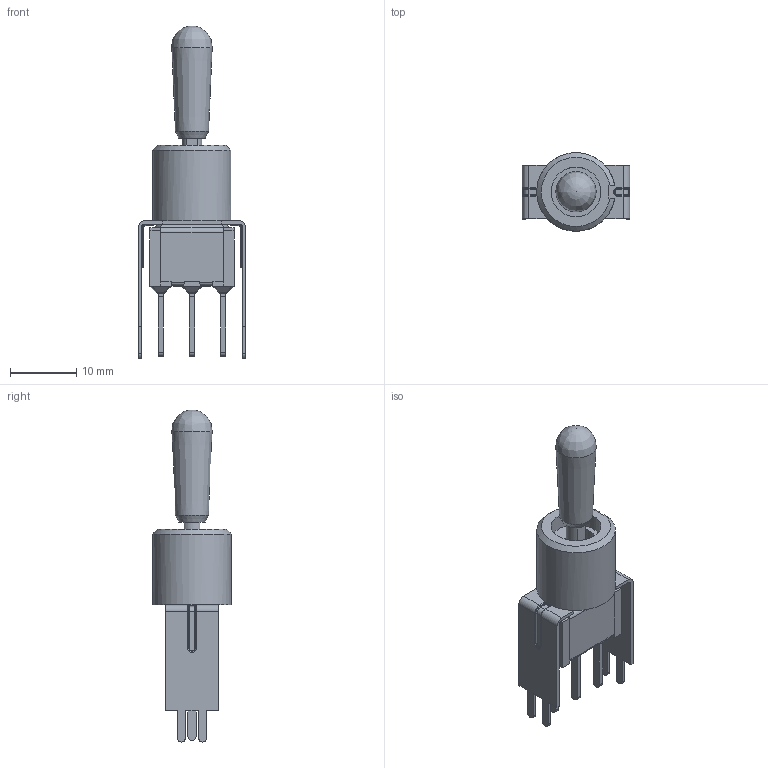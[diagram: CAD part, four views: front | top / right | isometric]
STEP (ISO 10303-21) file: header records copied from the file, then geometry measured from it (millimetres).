
FILE_DESCRIPTION(/* description */ (''),/* implementation_level */ '2;1');
FILE_NAME(/* name */ '100SPxT8B13VS3xE.stp',/* time_stamp */ '2025-05-01T10:04:30-05:00',/* author */ ('mroman'),/* organization */ (''),/* preprocessor_version */ 'ST-DEVELOPER v18.1',/* originating_system */ 'Autodesk Inventor 2022',/* authorisation */ '');
FILE_SCHEMA (('AUTOMOTIVE_DESIGN { 1 0 10303 214 3 1 1 }'));
Length unit declared in the file: inch
Products named in the file (1): 100SPxT8B13VS3xE
Bounding box: 16.26 x 11.85 x 50.08 mm (x, y, z)
Volume: 2449.9 mm3; surface area: 2737.7 mm2
Topology: 1 solids, 1 shells, 355 faces, 895 edges, 535 vertices
Faces by surface type: plane 200, cylinder 103, torus 34, sphere 14, cone 3, bspline 1
Full cylindrical faces by diameter (mm): 7.5 x3
Entity records: 10498 total; most frequent: DIRECTION 1861, CARTESIAN_POINT 1856, ORIENTED_EDGE 1762, EDGE_CURVE 881, AXIS2_PLACEMENT_3D 631, LINE 599, VECTOR 599, VERTEX_POINT 535
